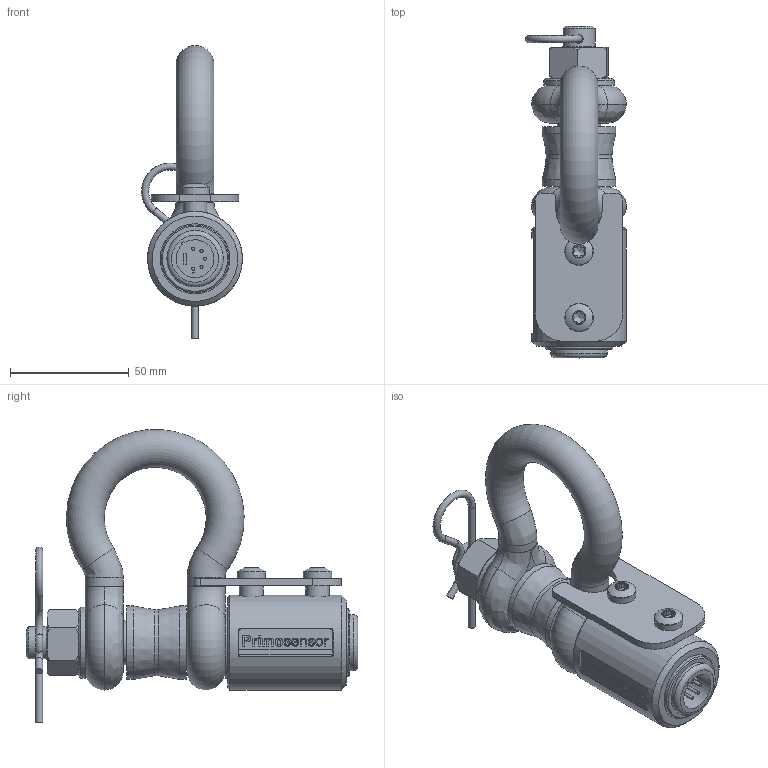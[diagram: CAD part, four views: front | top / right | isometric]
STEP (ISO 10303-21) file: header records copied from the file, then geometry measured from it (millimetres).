
FILE_DESCRIPTION(/* description */ ('Unknown'),/* implementation_level */ '2;1');
FILE_NAME(/* name */ 'Messachse SHA020kNA803-20.06258',/* time_stamp */ '2022-05-25T11:23:01+02:00',/* author */ ('Unknown'),/* organization */ ('Unknown'),/* preprocessor_version */ 'ST-DEVELOPER v16.7',/* originating_system */ 'DEX',/* authorisation */ $);
FILE_SCHEMA (('AUTOMOTIVE_DESIGN {1 0 10303 214 3 1 1}'));
Length unit declared in the file: millimetre
Products named in the file (15): 20.06258; 20.04455; 10.04446; 10.02102; 10.02173; 10.02130; 10.02110; 10.06249; 20.00407; 20.00406; 10.02131; 10.04457; 10.04458; 10.06204; 10.04882
Assembly tree (16 placements, depth 2):
  20.06258
    20.04455
    10.04446
    10.02102
    10.02173
    10.02130
    10.02110
    10.06249
    20.00407  x2
    20.00406
    10.02131  x2
    10.04457
    10.04458
    10.06204
    10.04882
Bounding box: 42.54 x 140 x 123.52 mm (x, y, z)
Volume: 148874.1 mm3; surface area: 57664.6 mm2
Topology: 16 solids, 16 shells, 502 faces, 1184 edges, 763 vertices
Faces by surface type: plane 235, cylinder 160, cone 47, torus 29, bspline 27, sphere 4
Full cylindrical faces by diameter (mm): 0.48 x4, 0.6 x4, 0.9 x4, 1.1 x1, 1.3 x10, 2 x8, 3 x4, 3.1 x1, 3.4 x4, 3.5 x1, 3.75 x1, 3.8 x4, 4.3 x1, 4.5 x1, 4.917 x2, 5.6 x2, 6 x2, 6.6 x4, 10 x2, 11 x2, 12 x2, 13.5 x1, 13.835 x1, 16 x3, 17 x1, 18.276 x1, 18.4 x2, 18.917 x1, 19 x3, 19.3 x1
Entity records: 16981 total; most frequent: CARTESIAN_POINT 4509, DIRECTION 2039, ORIENTED_EDGE 1742, EDGE_CURVE 871, AXIS2_PLACEMENT_3D 817, FACE_BOUND 705, EDGE_LOOP 698, VERTEX_POINT 646
